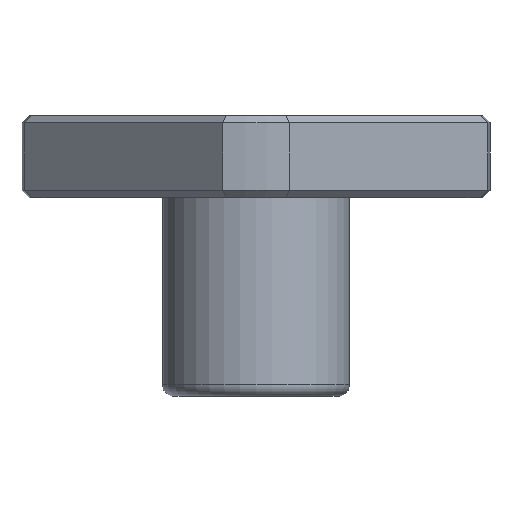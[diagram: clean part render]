
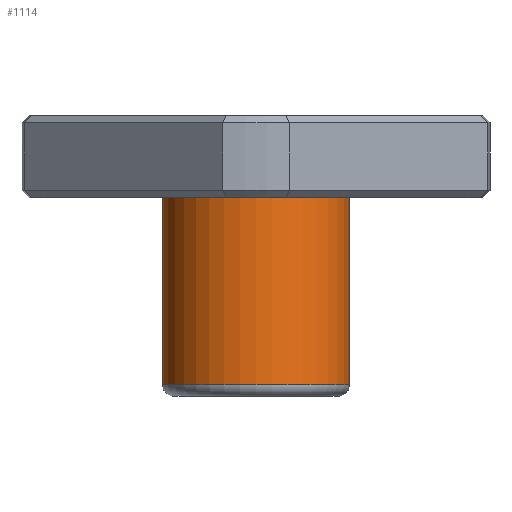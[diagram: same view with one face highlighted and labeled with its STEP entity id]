
A CAD part, front view. The second image highlights one B-rep face of the part: STEP entity #1114.
In plain terms, the highlighted cylindrical face has radius 4 mm (diameter 8 mm), a partial arc.
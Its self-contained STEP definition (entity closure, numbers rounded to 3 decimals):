
#20 = CIRCLE ( 'NONE', #531, 4. ) ;
#35 = CARTESIAN_POINT ( 'NONE',  ( 4., 0., 8.5 ) ) ;
#48 = AXIS2_PLACEMENT_3D ( 'NONE', #1412, #1162, #506 ) ;
#81 = FACE_OUTER_BOUND ( 'NONE', #120, .T. ) ;
#83 = ORIENTED_EDGE ( 'NONE', *, *, #831, .T. ) ;
#96 = CIRCLE ( 'NONE', #48, 4. ) ;
#120 = EDGE_LOOP ( 'NONE', ( #978, #1061, #83, #1299 ) ) ;
#180 = VERTEX_POINT ( 'NONE', #511 ) ;
#266 = VERTEX_POINT ( 'NONE', #35 ) ;
#301 = VERTEX_POINT ( 'NONE', #1050 ) ;
#459 = CARTESIAN_POINT ( 'NONE',  ( 4., 0., 0.5 ) ) ;
#506 = DIRECTION ( 'NONE',  ( 1., 0., 0. ) ) ;
#511 = CARTESIAN_POINT ( 'NONE',  ( -4., 0., 8.5 ) ) ;
#531 = AXIS2_PLACEMENT_3D ( 'NONE', #920, #1074, #1202 ) ;
#539 = LINE ( 'NONE', #1466, #857 ) ;
#614 = AXIS2_PLACEMENT_3D ( 'NONE', #1666, #876, #1122 ) ;
#621 = EDGE_CURVE ( 'NONE', #301, #1460, #96, .T. ) ;
#820 = EDGE_CURVE ( 'NONE', #180, #266, #20, .T. ) ;
#831 = EDGE_CURVE ( 'NONE', #180, #301, #1065, .T. ) ;
#857 = VECTOR ( 'NONE', #1478, 1000. ) ;
#876 = DIRECTION ( 'NONE',  ( 0., 0., -1. ) ) ;
#920 = CARTESIAN_POINT ( 'NONE',  ( 0., 0., 8.5 ) ) ;
#978 = ORIENTED_EDGE ( 'NONE', *, *, #1375, .F. ) ;
#1050 = CARTESIAN_POINT ( 'NONE',  ( -4., 0., 0.5 ) ) ;
#1061 = ORIENTED_EDGE ( 'NONE', *, *, #820, .F. ) ;
#1065 = LINE ( 'NONE', #1512, #1198 ) ;
#1074 = DIRECTION ( 'NONE',  ( 0., 0., 1. ) ) ;
#1114 = ADVANCED_FACE ( 'NONE', ( #81 ), #1145, .T. ) ;
#1122 = DIRECTION ( 'NONE',  ( -1., 0., 0. ) ) ;
#1145 = CYLINDRICAL_SURFACE ( 'NONE', #614, 4. ) ;
#1162 = DIRECTION ( 'NONE',  ( 0., 0., 1. ) ) ;
#1198 = VECTOR ( 'NONE', #1494, 1000. ) ;
#1202 = DIRECTION ( 'NONE',  ( 1., 0., 0. ) ) ;
#1299 = ORIENTED_EDGE ( 'NONE', *, *, #621, .T. ) ;
#1375 = EDGE_CURVE ( 'NONE', #266, #1460, #539, .T. ) ;
#1412 = CARTESIAN_POINT ( 'NONE',  ( 0., 0., 0.5 ) ) ;
#1460 = VERTEX_POINT ( 'NONE', #459 ) ;
#1466 = CARTESIAN_POINT ( 'NONE',  ( 4., 0., 12. ) ) ;
#1478 = DIRECTION ( 'NONE',  ( 0., 0., -1. ) ) ;
#1494 = DIRECTION ( 'NONE',  ( 0., 0., -1. ) ) ;
#1512 = CARTESIAN_POINT ( 'NONE',  ( -4., 0., 12. ) ) ;
#1666 = CARTESIAN_POINT ( 'NONE',  ( 0., 0., 12. ) ) ;
